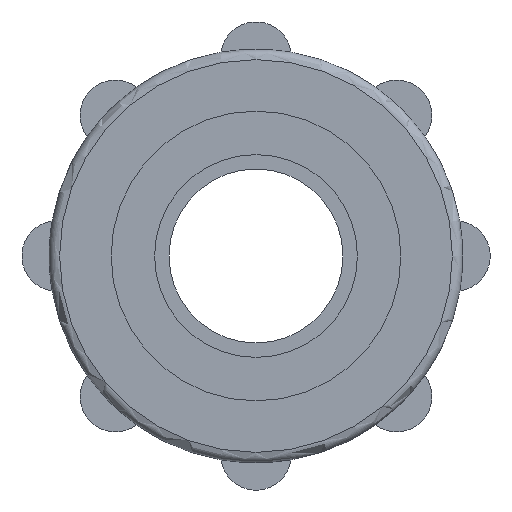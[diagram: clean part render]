
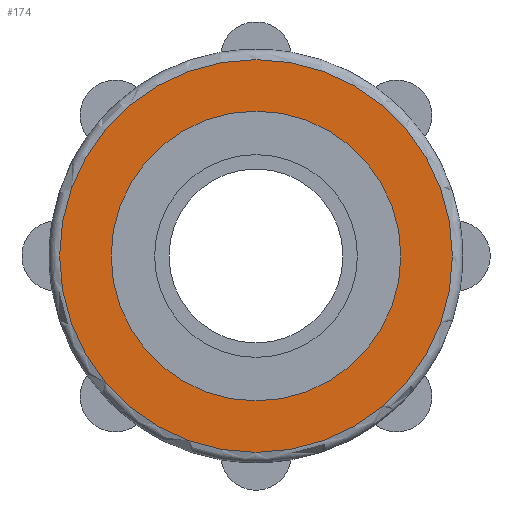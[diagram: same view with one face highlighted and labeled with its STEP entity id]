
A CAD part, left-side view. The second image highlights one B-rep face of the part: STEP entity #174.
In plain terms, the highlighted planar face has unit normal (-1, 0, 0).
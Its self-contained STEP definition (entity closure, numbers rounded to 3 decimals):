
#174 = ADVANCED_FACE( '', ( #360, #361 ), #362, .T. );
#360 = FACE_BOUND( '', #543, .T. );
#361 = FACE_OUTER_BOUND( '', #544, .T. );
#362 = PLANE( '', #545 );
#543 = EDGE_LOOP( '', ( #941 ) );
#544 = EDGE_LOOP( '', ( #942 ) );
#545 = AXIS2_PLACEMENT_3D( '', #943, #944, #945 );
#941 = ORIENTED_EDGE( '', *, *, #1078, .T. );
#942 = ORIENTED_EDGE( '', *, *, #1116, .F. );
#943 = CARTESIAN_POINT( '', ( -10.333, 24.2, 0. ) );
#944 = DIRECTION( '', ( -1., 0., 0. ) );
#945 = DIRECTION( '', ( 0., -1., 0. ) );
#1078 = EDGE_CURVE( '', #1284, #1284, #1285, .T. );
#1116 = EDGE_CURVE( '', #1329, #1329, #1330, .T. );
#1284 = VERTEX_POINT( '', #1662 );
#1285 = CIRCLE( '', #1663, 17.85 );
#1329 = VERTEX_POINT( '', #1714 );
#1330 = CIRCLE( '', #1715, 24.2 );
#1662 = CARTESIAN_POINT( '', ( -10.333, 17.85, 0. ) );
#1663 = AXIS2_PLACEMENT_3D( '', #1913, #1914, #1915 );
#1714 = CARTESIAN_POINT( '', ( -10.333, 24.2, 0. ) );
#1715 = AXIS2_PLACEMENT_3D( '', #1956, #1957, #1958 );
#1913 = CARTESIAN_POINT( '', ( -10.333, 0., 0. ) );
#1914 = DIRECTION( '', ( 1., 0., 0. ) );
#1915 = DIRECTION( '', ( 0., 1., 0. ) );
#1956 = CARTESIAN_POINT( '', ( -10.333, 0., 0. ) );
#1957 = DIRECTION( '', ( 1., 0., 0. ) );
#1958 = DIRECTION( '', ( 0., 1., 0. ) );
